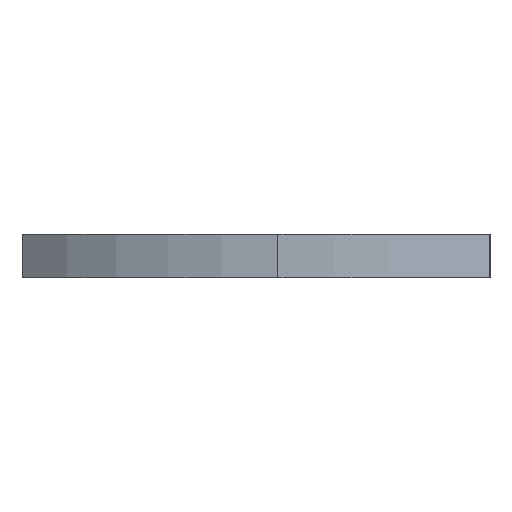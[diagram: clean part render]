
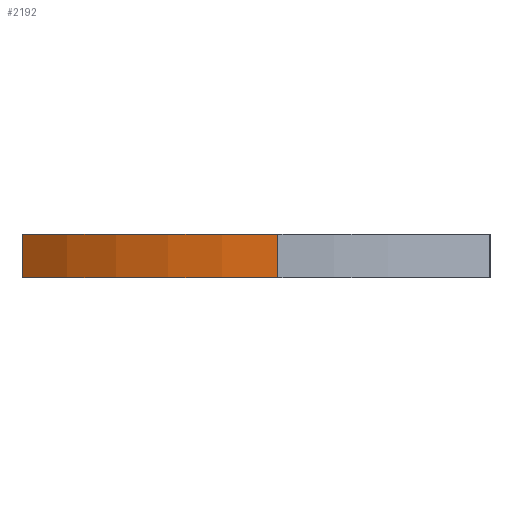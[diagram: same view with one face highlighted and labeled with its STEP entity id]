
A CAD part, left-side view. The second image highlights one B-rep face of the part: STEP entity #2192.
In plain terms, the highlighted cylindrical face has radius 53.5 mm (diameter 107 mm), a partial arc.
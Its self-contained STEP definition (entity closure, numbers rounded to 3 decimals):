
#100 = CIRCLE ( 'NONE', #3749, 53.5 ) ;
#303 = CARTESIAN_POINT ( 'NONE',  ( 0., 0., 6. ) ) ;
#354 = VERTEX_POINT ( 'NONE', #1451 ) ;
#359 = EDGE_CURVE ( 'NONE', #2410, #667, #100, .T. ) ;
#520 = ORIENTED_EDGE ( 'NONE', *, *, #359, .T. ) ;
#579 = CARTESIAN_POINT ( 'NONE',  ( -40.463, 35., 6. ) ) ;
#667 = VERTEX_POINT ( 'NONE', #791 ) ;
#676 = CARTESIAN_POINT ( 'NONE',  ( -40.463, 35., 0. ) ) ;
#791 = CARTESIAN_POINT ( 'NONE',  ( -53.5, 0., 0. ) ) ;
#814 = CIRCLE ( 'NONE', #3500, 53.5 ) ;
#850 = AXIS2_PLACEMENT_3D ( 'NONE', #2055, #2616, #2024 ) ;
#1032 = LINE ( 'NONE', #2088, #3122 ) ;
#1096 = DIRECTION ( 'NONE',  ( 0., 0., -1. ) ) ;
#1101 = EDGE_CURVE ( 'NONE', #3777, #667, #1032, .T. ) ;
#1243 = LINE ( 'NONE', #579, #2945 ) ;
#1451 = CARTESIAN_POINT ( 'NONE',  ( -40.463, 35., 6. ) ) ;
#1548 = ORIENTED_EDGE ( 'NONE', *, *, #1805, .T. ) ;
#1769 = DIRECTION ( 'NONE',  ( 1., 0., 0. ) ) ;
#1794 = DIRECTION ( 'NONE',  ( 0., 0., 1. ) ) ;
#1805 = EDGE_CURVE ( 'NONE', #354, #2410, #1243, .T. ) ;
#1807 = FACE_OUTER_BOUND ( 'NONE', #1903, .T. ) ;
#1903 = EDGE_LOOP ( 'NONE', ( #3353, #3757, #1548, #520 ) ) ;
#2024 = DIRECTION ( 'NONE',  ( -1., 0., 0. ) ) ;
#2055 = CARTESIAN_POINT ( 'NONE',  ( 0., 0., 6. ) ) ;
#2088 = CARTESIAN_POINT ( 'NONE',  ( -53.5, 0., 6. ) ) ;
#2192 = ADVANCED_FACE ( 'NONE', ( #1807 ), #2408, .T. ) ;
#2408 = CYLINDRICAL_SURFACE ( 'NONE', #850, 53.5 ) ;
#2410 = VERTEX_POINT ( 'NONE', #676 ) ;
#2529 = CARTESIAN_POINT ( 'NONE',  ( -53.5, 0., 6. ) ) ;
#2616 = DIRECTION ( 'NONE',  ( 0., 0., -1. ) ) ;
#2803 = EDGE_CURVE ( 'NONE', #354, #3777, #814, .T. ) ;
#2901 = CARTESIAN_POINT ( 'NONE',  ( 0., 0., 0. ) ) ;
#2935 = DIRECTION ( 'NONE',  ( 0., 0., 1. ) ) ;
#2945 = VECTOR ( 'NONE', #1096, 1000. ) ;
#3122 = VECTOR ( 'NONE', #3552, 1000. ) ;
#3353 = ORIENTED_EDGE ( 'NONE', *, *, #1101, .F. ) ;
#3500 = AXIS2_PLACEMENT_3D ( 'NONE', #303, #1794, #1769 ) ;
#3505 = DIRECTION ( 'NONE',  ( 1., 0., 0. ) ) ;
#3552 = DIRECTION ( 'NONE',  ( 0., 0., -1. ) ) ;
#3749 = AXIS2_PLACEMENT_3D ( 'NONE', #2901, #2935, #3505 ) ;
#3757 = ORIENTED_EDGE ( 'NONE', *, *, #2803, .F. ) ;
#3777 = VERTEX_POINT ( 'NONE', #2529 ) ;
